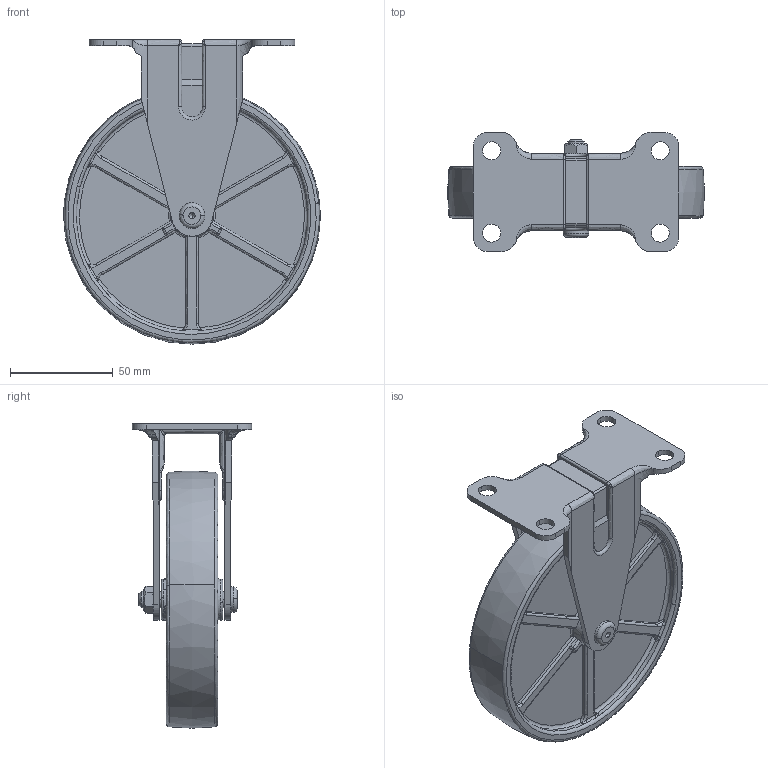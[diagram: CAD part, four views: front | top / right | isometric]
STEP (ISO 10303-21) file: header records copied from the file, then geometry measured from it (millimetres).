
FILE_DESCRIPTION((''),'2;1');
FILE_NAME('','2005-12-15T17:16:01',(''),(''),'','CADfix','');
FILE_SCHEMA(('AUTOMOTIVE_DESIGN'));
Length unit declared in the file: millimetre
Products named in the file (4): wheel; body; axle; No_420_ER_N125_5_30131_36
Assembly tree (3 placements, depth 2):
  No_420_ER_N125_5_30131_36
    wheel
    body
    axle
Bounding box: 125 x 58 x 148 mm (x, y, z)
Volume: 249894.1 mm3; surface area: 65798.6 mm2
Topology: 3 solids, 3 shells, 489 faces, 1315 edges, 828 vertices
Faces by surface type: bspline 489
Entity records: 26225 total; most frequent: CARTESIAN_POINT 19030, ORIENTED_EDGE 2610, EDGE_CURVE 1305, VERTEX_POINT 828, EDGE_LOOP 509, FACE_OUTER_BOUND 489, ADVANCED_FACE 489, B_SPLINE_CURVE_WITH_KNOTS 364
